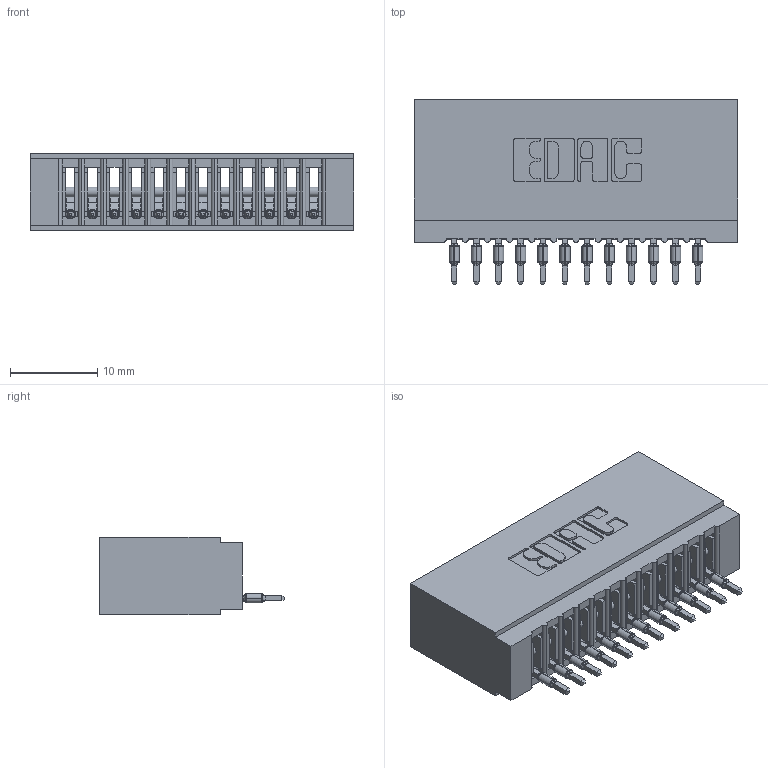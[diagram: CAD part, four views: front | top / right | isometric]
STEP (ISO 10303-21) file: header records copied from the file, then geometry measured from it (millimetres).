
FILE_DESCRIPTION (( 'STEP AP203' ), '1' );
FILE_NAME ('745-012-525-101.STEP', '2026-02-25T15:32:30', ( '' ), ( '' ), 'SwSTEP 2.0', 'SolidWorks 2023', '' );
FILE_SCHEMA (( 'CONFIG_CONTROL_DESIGN' ));
Length unit declared in the file: millimetre
Products named in the file (3): 745-012-525-101; 745 Part_Insulator Option - 01; 745-292-001_525
Assembly tree (13 placements, depth 2):
  745-012-525-101
    745 Part_Insulator Option - 01
    745-292-001_525  x12
Bounding box: 37.08 x 21.22 x 8.89 mm (x, y, z)
Volume: 3400.6 mm3; surface area: 5719.6 mm2
Topology: 13 solids, 13 shells, 1439 faces, 3954 edges, 2500 vertices
Faces by surface type: plane 859, cylinder 268, bspline 240, torus 72
Entity records: 23914 total; most frequent: CARTESIAN_POINT 4715, ORIENTED_EDGE 4102, DIRECTION 3585, EDGE_CURVE 2051, VECTOR 1797, LINE 1797, VERTEX_POINT 1312, AXIS2_PLACEMENT_3D 894
